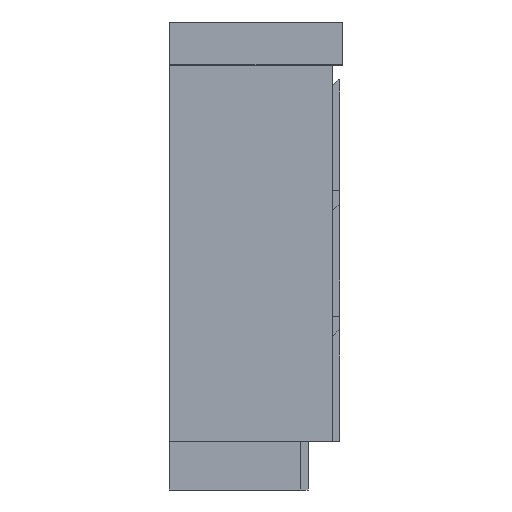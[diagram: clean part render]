
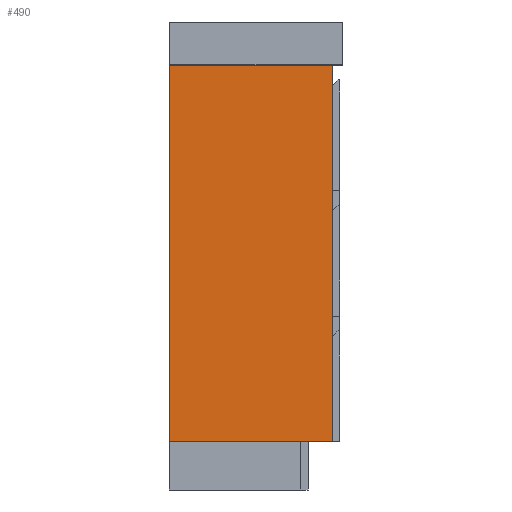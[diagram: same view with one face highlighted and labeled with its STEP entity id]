
A CAD part, left-side view. The second image highlights one B-rep face of the part: STEP entity #490.
In plain terms, the highlighted planar face has unit normal (-1, 0, 0).
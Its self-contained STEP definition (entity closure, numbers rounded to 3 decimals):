
#490=ADVANCED_FACE('',(#617),#2092,.T.);
#617=FACE_OUTER_BOUND('',#744,.T.);
#744=EDGE_LOOP('',(#1158,#1159,#1160,#1161));
#1158=ORIENTED_EDGE('',*,*,#1510,.F.);
#1159=ORIENTED_EDGE('',*,*,#1497,.T.);
#1160=ORIENTED_EDGE('',*,*,#1508,.T.);
#1161=ORIENTED_EDGE('',*,*,#1509,.F.);
#1497=EDGE_CURVE('',#1955,#1954,#1763,.T.);
#1508=EDGE_CURVE('',#1954,#1962,#1774,.T.);
#1509=EDGE_CURVE('',#1963,#1962,#1775,.T.);
#1510=EDGE_CURVE('',#1955,#1963,#1776,.T.);
#1763=B_SPLINE_CURVE_WITH_KNOTS('',1,(#3116,#3117),.UNSPECIFIED.,.F.,.F.,
(2,2),(-780.,0.),.UNSPECIFIED.);
#1774=B_SPLINE_CURVE_WITH_KNOTS('',1,(#3138,#3139),.UNSPECIFIED.,.F.,.F.,
(2,2),(-338.,0.),.UNSPECIFIED.);
#1775=B_SPLINE_CURVE_WITH_KNOTS('',1,(#3140,#3141),.UNSPECIFIED.,.F.,.F.,
(2,2),(-780.,0.),.UNSPECIFIED.);
#1776=B_SPLINE_CURVE_WITH_KNOTS('',1,(#3142,#3143),.UNSPECIFIED.,.F.,.F.,
(2,2),(-338.,0.),.UNSPECIFIED.);
#1954=VERTEX_POINT('',#3096);
#1955=VERTEX_POINT('',#3097);
#1962=VERTEX_POINT('',#3104);
#1963=VERTEX_POINT('',#3105);
#2092=PLANE('',#2328);
#2328=AXIS2_PLACEMENT_3D('',#3085,#2468,$);
#2468=DIRECTION('',(-1.,0.,0.));
#3085=CARTESIAN_POINT('',(-744.,-468.,371.8));
#3096=CARTESIAN_POINT('',(-744.,390.,338.));
#3097=CARTESIAN_POINT('',(-744.,-390.,338.));
#3104=CARTESIAN_POINT('',(-744.,390.,0.));
#3105=CARTESIAN_POINT('',(-744.,-390.,0.));
#3116=CARTESIAN_POINT('',(-744.,-390.,338.));
#3117=CARTESIAN_POINT('',(-744.,390.,338.));
#3138=CARTESIAN_POINT('',(-744.,390.,338.));
#3139=CARTESIAN_POINT('',(-744.,390.,0.));
#3140=CARTESIAN_POINT('',(-744.,-390.,0.));
#3141=CARTESIAN_POINT('',(-744.,390.,0.));
#3142=CARTESIAN_POINT('',(-744.,-390.,338.));
#3143=CARTESIAN_POINT('',(-744.,-390.,0.));
